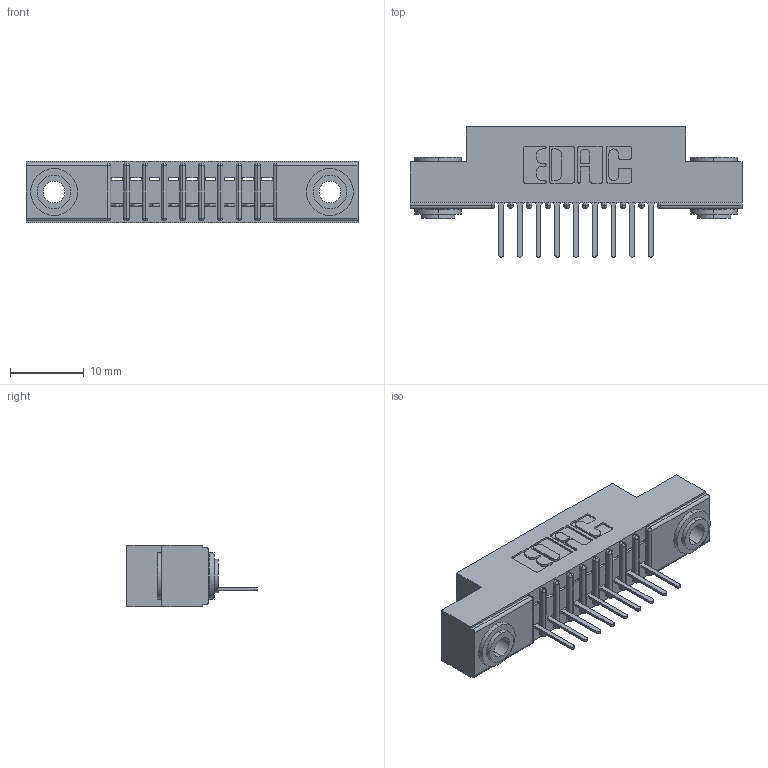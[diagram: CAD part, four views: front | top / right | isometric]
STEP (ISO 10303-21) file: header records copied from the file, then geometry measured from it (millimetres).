
FILE_DESCRIPTION (( 'STEP AP203' ), '1' );
FILE_NAME ('391-009-521-103.STEP', '2018-08-08T15:43:16', ( '' ), ( '' ), 'SwSTEP 2.0', 'SolidWorks 2016', '' );
FILE_SCHEMA (( 'CONFIG_CONTROL_DESIGN' ));
Length unit declared in the file: inch
Products named in the file (4): 341 Part_.156 (3.96) Dia Mounting Holes; 341-292-001_341-292-121; 345-250-002_345-250-002-102; 391-009-521-103
Assembly tree (12 placements, depth 2):
  391-009-521-103
    341 Part_.156 (3.96) Dia Mounting Holes
    341-292-001_341-292-121  x9
    345-250-002_345-250-002-102  x2
Bounding box: 45.09 x 17.7 x 8.38 mm (x, y, z)
Volume: 2545.9 mm3; surface area: 4355.3 mm2
Topology: 12 solids, 12 shells, 906 faces, 2561 edges, 1646 vertices
Faces by surface type: plane 551, cylinder 311, sphere 20, torus 16, cone 8
Entity records: 16065 total; most frequent: CARTESIAN_POINT 2691, ORIENTED_EDGE 2670, DIRECTION 2641, EDGE_CURVE 1335, LINE 1033, VECTOR 1033, VERTEX_POINT 854, AXIS2_PLACEMENT_3D 804
